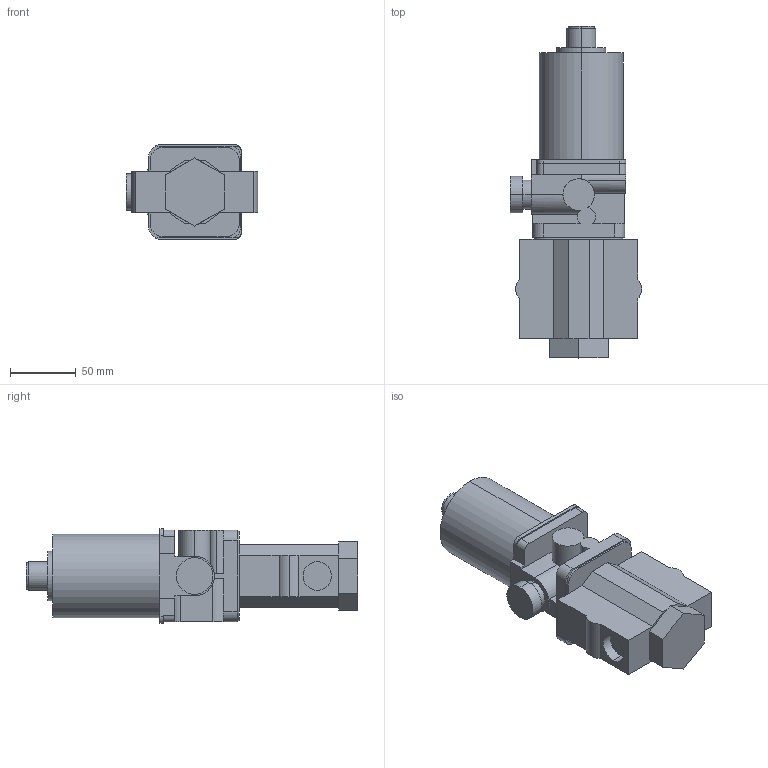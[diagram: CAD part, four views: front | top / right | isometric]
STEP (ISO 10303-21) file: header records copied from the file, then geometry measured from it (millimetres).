
FILE_DESCRIPTION (( 'STEP AP214' ), '1' );
FILE_NAME ('MVW71D-15A.STEP', '2025-09-02T06:31:24', ( '' ), ( '' ), 'SwSTEP 2.0', 'SolidWorks 2023', '' );
FILE_SCHEMA (( 'AUTOMOTIVE_DESIGN' ));
Length unit declared in the file: millimetre
Products named in the file (1): MVW71D-15A
Bounding box: 99.96 x 253 x 72 mm (x, y, z)
Volume: 746619.1 mm3; surface area: 78971.8 mm2
Topology: 1 solids, 1 shells, 126 faces, 332 edges, 218 vertices
Faces by surface type: plane 75, cylinder 51
Entity records: 3987 total; most frequent: CARTESIAN_POINT 755, DIRECTION 682, ORIENTED_EDGE 664, EDGE_CURVE 332, AXIS2_PLACEMENT_3D 229, VECTOR 224, LINE 224, VERTEX_POINT 218
